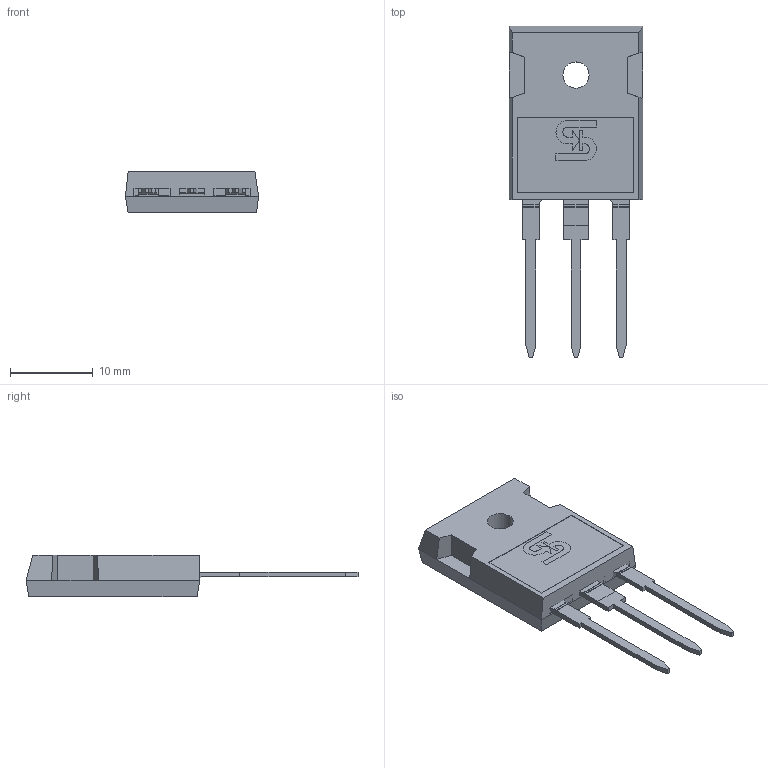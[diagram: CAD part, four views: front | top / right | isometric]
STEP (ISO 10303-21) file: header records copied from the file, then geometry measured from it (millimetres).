
FILE_DESCRIPTION(/* description */ (''),/* implementation_level */ '2;1');
FILE_NAME(/* name */ 'TO-3P Outline Structure.stp',/* time_stamp */ '2020-04-23T16:02:26+08:00',/* author */ ('he.song'),/* organization */ (''),/* preprocessor_version */ 'ST-DEVELOPER v16.13',/* originating_system */ 'Autodesk Inventor 2018',/* authorisation */ '');
FILE_SCHEMA (('AUTOMOTIVE_DESIGN { 1 0 10303 214 3 1 1 }'));
Length unit declared in the file: millimetre
Products named in the file (4): TO-3P; TO-3P_1; TO-3P_9; 印字
Assembly tree (3 placements, depth 2):
  TO-3P
    TO-3P_1
    TO-3P_9
    印字
Bounding box: 16.05 x 40 x 5.03 mm (x, y, z)
Volume: 1608.7 mm3; surface area: 1736 mm2
Topology: 7 solids, 7 shells, 166 faces, 439 edges, 287 vertices
Faces by surface type: plane 155, cylinder 11
Full cylindrical faces by diameter (mm): 3.15 x1
Entity records: 5203 total; most frequent: CARTESIAN_POINT 899, ORIENTED_EDGE 878, DIRECTION 817, EDGE_CURVE 438, LINE 407, VECTOR 407, VERTEX_POINT 287, AXIS2_PLACEMENT_3D 205
